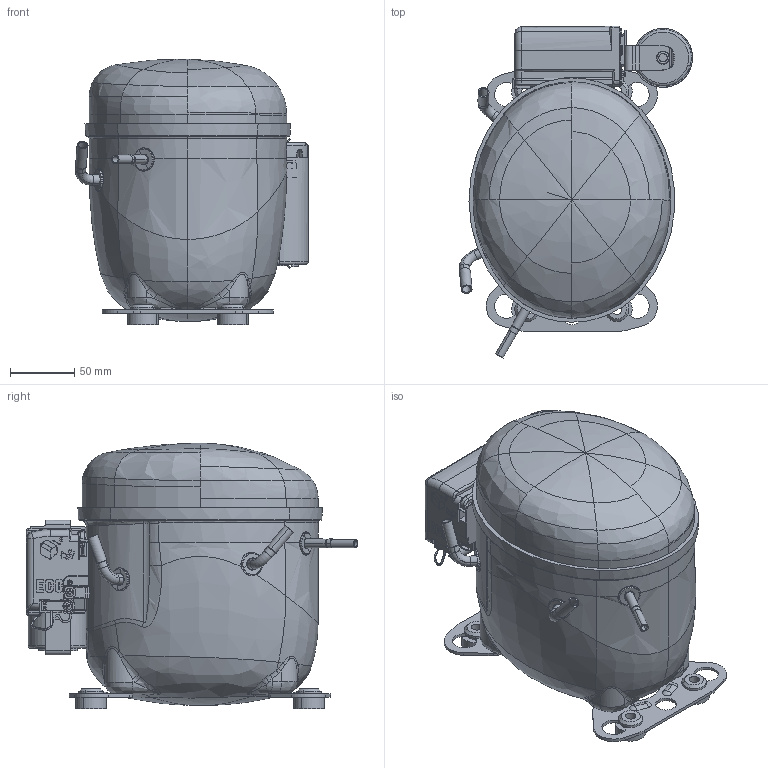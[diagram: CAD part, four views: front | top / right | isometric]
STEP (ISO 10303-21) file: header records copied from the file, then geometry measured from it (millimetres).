
FILE_DESCRIPTION(('CATIA V5 STEP Exchange'),'2;1');
FILE_NAME('Ld - CBG - STD6,5 6,5 4,9 - CAG (diam46-95) .stp','2020-05-19T08:42:42+00:00',('none'),('none'),'CATIA Version 5 Release 18 GA (IN-10)','CATIA V5 STEP AP203','none');
FILE_SCHEMA(('CONFIG_CONTROL_DESIGN'));
Products named in the file (4): Ld - CBG - STD 6.5 - 6.5 - 4.9; 1113392; cond. arranque; condensador arranque
Assembly tree (27 placements, depth 4):
  Ld - CBG - STD 6.5 - 6.5 - 4.9
    #56
    #38777  x2
    #40894
    #44876
    #57298
    #63415  x2
    #64261
    1113392
      #65607
      #69521
      #71887
      #87599
    #90359
    #111403
    #114086
    cond. arranque
      condensador arranque
        #116287
      #120014
      #121133
    #125732
    #129099  x4
Bounding box: 181.76 x 258.94 x 207.06 mm (x, y, z)
Volume: 601242.8 mm3; surface area: 399161.8 mm2
Topology: 25 solids, 28 shells, 3199 faces, 8447 edges, 5306 vertices
Faces by surface type: plane 1418, cylinder 832, bspline 561, torus 165, cone 123, sphere 82, revolution 14, extrusion 4
Entity records: 129314 total; most frequent: CARTESIAN_POINT 62495, ORIENTED_EDGE 15970, DIRECTION 9779, EDGE_CURVE 7985, VERTEX_POINT 5079, VECTOR 4215, LINE 4211, AXIS2_PLACEMENT_3D 3616
